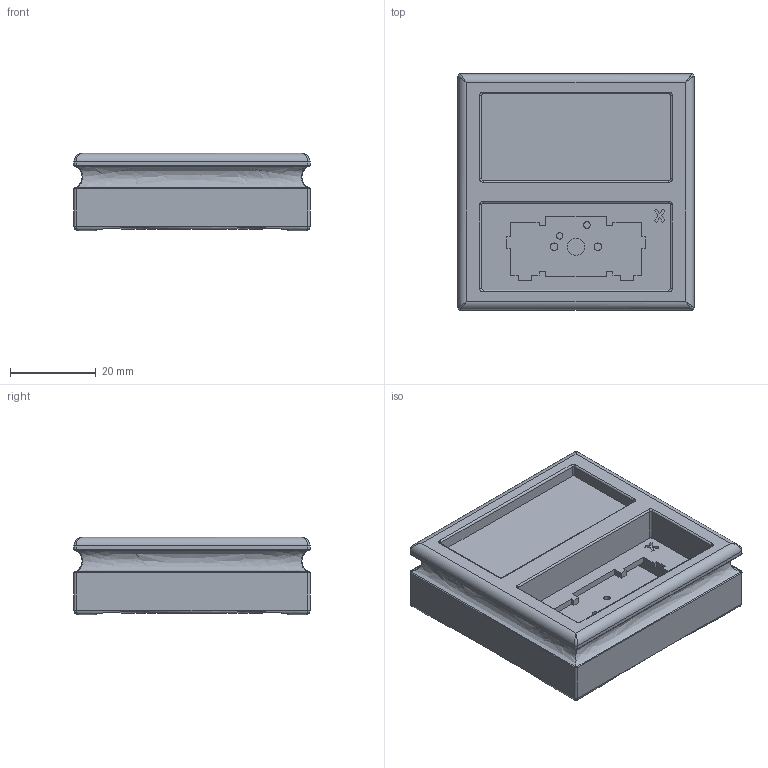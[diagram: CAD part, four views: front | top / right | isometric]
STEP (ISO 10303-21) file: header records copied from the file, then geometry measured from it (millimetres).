
FILE_DESCRIPTION(('HOOPS Exchange Step'),'2;1');
FILE_NAME('temp_export','2025-02-17T15:46:15+02:00',('greze'),('Shapr3D Limited'),'HOOPS Exchange 2024.8','Shapr3D','Authorized');
FILE_SCHEMA( ('AP242_MANAGED_MODEL_BASED_3D_ENGINEERING_MIM_LF {1 0 10303 442 1 1 4}') );
Length unit declared in the file: millimetre
Products named in the file (1): root
Bounding box: 55 x 55 x 18 mm (x, y, z)
Volume: 37418.7 mm3; surface area: 12792.8 mm2
Topology: 1 solids, 1 shells, 211 faces, 537 edges, 332 vertices
Faces by surface type: plane 110, cylinder 59, bspline 24, torus 10, extrusion 8
Full cylindrical faces by diameter (mm): 1.524 x2, 1.75 x2, 3.988 x1, 8.2 x4
Entity records: 9657 total; most frequent: CARTESIAN_POINT 4742, ORIENTED_EDGE 1058, DIRECTION 925, EDGE_CURVE 529, VECTOR 335, VERTEX_POINT 332, LINE 327, AXIS2_PLACEMENT_3D 295
